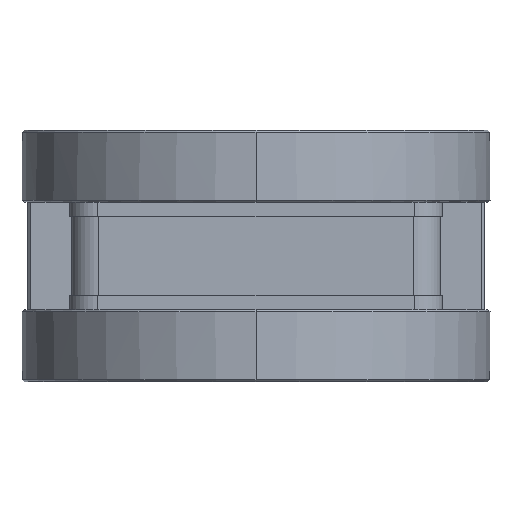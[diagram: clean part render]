
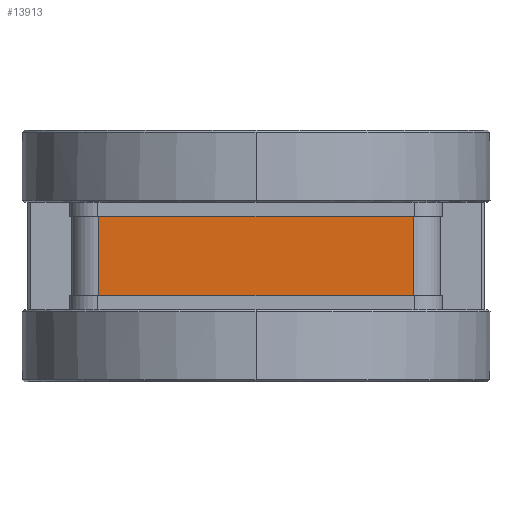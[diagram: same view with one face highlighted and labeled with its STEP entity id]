
A CAD part, front view. The second image highlights one B-rep face of the part: STEP entity #13913.
In plain terms, the highlighted planar face has unit normal (0, -1, 0).
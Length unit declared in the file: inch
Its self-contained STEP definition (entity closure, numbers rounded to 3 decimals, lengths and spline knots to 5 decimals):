
#5235=DIRECTION('',(1.,0.,0.));
#5236=VECTOR('',#5235,3.);
#5237=CARTESIAN_POINT('',(-1.5,-1.697,-0.3775));
#5238=LINE('',#5237,#5236);
#5239=DIRECTION('',(0.,0.,-1.));
#5240=VECTOR('',#5239,0.755);
#5241=CARTESIAN_POINT('',(-1.5,-1.697,0.3775));
#5242=LINE('',#5241,#5240);
#5243=DIRECTION('',(1.,0.,0.));
#5244=VECTOR('',#5243,3.);
#5245=CARTESIAN_POINT('',(-1.5,-1.697,0.3775));
#5246=LINE('',#5245,#5244);
#5247=DIRECTION('',(0.,0.,-1.));
#5248=VECTOR('',#5247,0.755);
#5249=CARTESIAN_POINT('',(1.5,-1.697,0.3775));
#5250=LINE('',#5249,#5248);
#6876=CARTESIAN_POINT('',(-1.5,-1.697,0.3775));
#6877=CARTESIAN_POINT('',(1.5,-1.697,0.3775));
#6878=VERTEX_POINT('',#6876);
#6879=VERTEX_POINT('',#6877);
#6912=CARTESIAN_POINT('',(-1.5,-1.697,-0.3775));
#6913=CARTESIAN_POINT('',(1.5,-1.697,-0.3775));
#6914=VERTEX_POINT('',#6912);
#6915=VERTEX_POINT('',#6913);
#13901=CARTESIAN_POINT('',(-1.76,-1.697,-0.5125));
#13902=DIRECTION('',(0.,-1.,0.));
#13903=DIRECTION('',(1.,0.,0.));
#13904=AXIS2_PLACEMENT_3D('',#13901,#13902,#13903);
#13905=PLANE('',#13904);
#13906=ORIENTED_EDGE('',*,*,#13630,.F.);
#13908=ORIENTED_EDGE('',*,*,#13907,.F.);
#13909=ORIENTED_EDGE('',*,*,#13680,.T.);
#13910=ORIENTED_EDGE('',*,*,#13894,.T.);
#13911=EDGE_LOOP('',(#13906,#13908,#13909,#13910));
#13912=FACE_OUTER_BOUND('',#13911,.F.);
#13630=EDGE_CURVE('',#6914,#6915,#5238,.T.);
#13680=EDGE_CURVE('',#6878,#6879,#5246,.T.);
#13894=EDGE_CURVE('',#6879,#6915,#5250,.T.);
#13907=EDGE_CURVE('',#6878,#6914,#5242,.T.);
#13913=ADVANCED_FACE('',(#13912),#13905,.T.);
